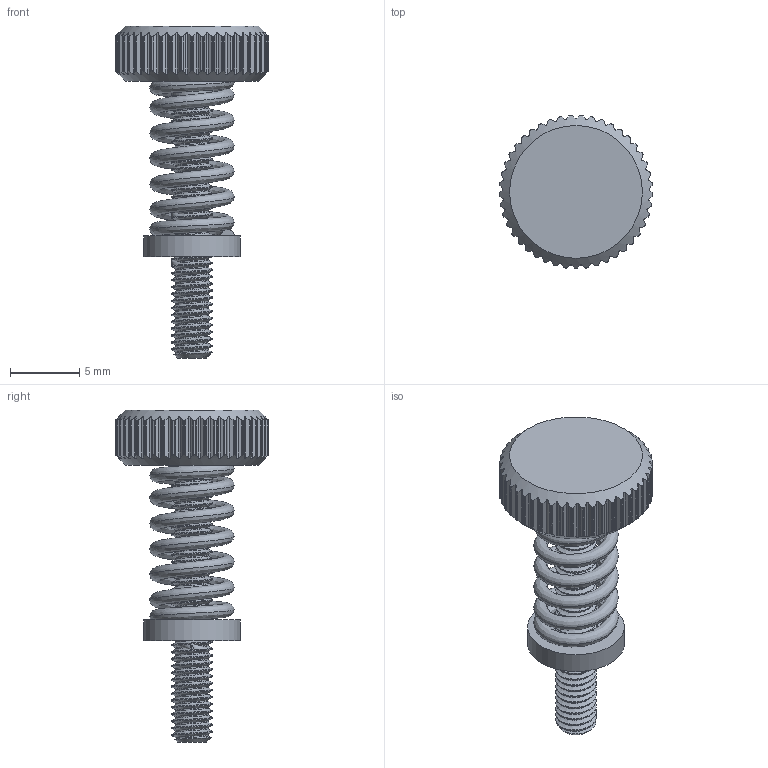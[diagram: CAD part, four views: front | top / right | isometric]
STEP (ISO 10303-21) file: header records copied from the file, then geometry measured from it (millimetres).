
FILE_DESCRIPTION(/* description */ (''),/* implementation_level */ '2;1');
FILE_NAME(/* name */ 'Thumbscrew_assembly.step',/* time_stamp */ '2020-05-07T16:09:27+02:00',/* author */ (''),/* organization */ (''),/* preprocessor_version */ 'ST-DEVELOPER v18.1',/* originating_system */ 'Autodesk Translation Framework v9.2.0.1227',/* authorisation */ '');
FILE_SCHEMA (('AUTOMOTIVE_DESIGN { 1 0 10303 214 3 1 1 }'));
Length unit declared in the file: millimetre
Products named in the file (4): Thumbscrew_Assembly; Thumbscrew; Washer; C0240-038-0440-X
Assembly tree (3 placements, depth 2):
  Thumbscrew_Assembly
    Thumbscrew
    Washer
    C0240-038-0440-X
Bounding box: 11.1 x 11.09 x 24 mm (x, y, z)
Volume: 598.8 mm3; surface area: 1045.8 mm2
Topology: 3 solids, 3 shells, 369 faces, 1077 edges, 715 vertices
Faces by surface type: cylinder 261, plane 100, bspline 4, cone 3, torus 1
Full cylindrical faces by diameter (mm): 2.356 x37, 2.927 x39, 3.1 x1, 7 x1
Entity records: 26870 total; most frequent: CARTESIAN_POINT 18272, ORIENTED_EDGE 2154, DIRECTION 1311, EDGE_CURVE 1077, VERTEX_POINT 715, AXIS2_PLACEMENT_3D 478, B_SPLINE_CURVE_WITH_KNOTS 435, EDGE_LOOP 372
